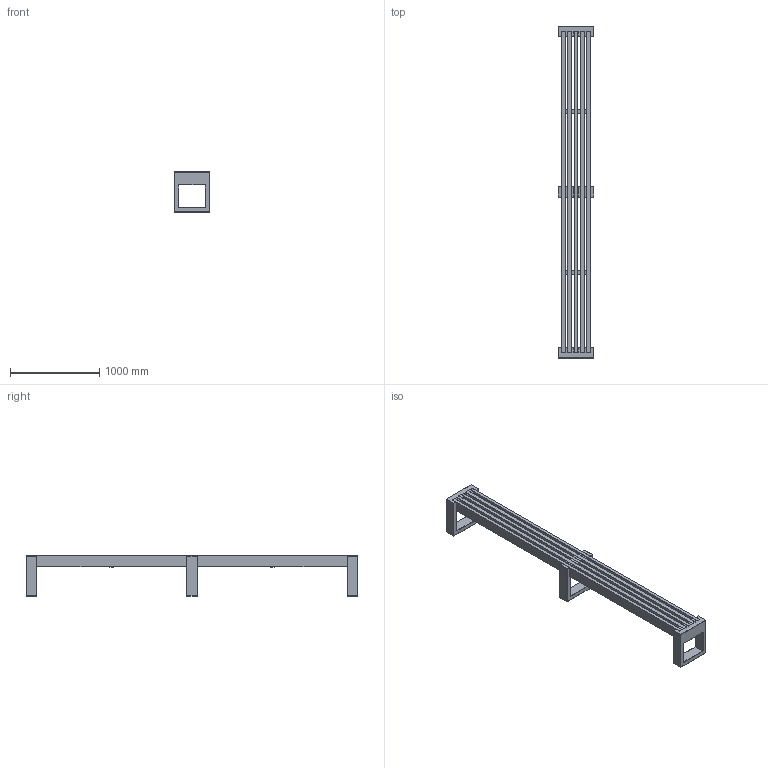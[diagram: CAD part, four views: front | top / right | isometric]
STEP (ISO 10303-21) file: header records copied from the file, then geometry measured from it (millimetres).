
FILE_DESCRIPTION(/* description */ (''),/* implementation_level */ '2;1');
FILE_NAME(/* name */ 'BA Canvas 360 3D.stp',/* time_stamp */ '2021-07-15T08:53:09+02:00',/* author */ ('32474'),/* organization */ (''),/* preprocessor_version */ 'ST-DEVELOPER v18.1',/* originating_system */ 'Autodesk Inventor 2022',/* authorisation */ '');
FILE_SCHEMA (('AUTOMOTIVE_DESIGN { 1 0 10303 214 3 1 1 }'));
Length unit declared in the file: millimetre
Products named in the file (1): BA Canvas 360 3D
Bounding box: 400 x 3720 x 450 mm (x, y, z)
Volume: 117977957.1 mm3; surface area: 6935121.4 mm2
Topology: 1 solids, 1 shells, 434 faces, 1180 edges, 676 vertices
Faces by surface type: cylinder 192, plane 94, torus 84, bspline 40, sphere 24
Entity records: 15372 total; most frequent: CARTESIAN_POINT 4291, ORIENTED_EDGE 2280, DIRECTION 2218, EDGE_CURVE 1140, AXIS2_PLACEMENT_3D 843, VERTEX_POINT 676, LINE 532, VECTOR 532
